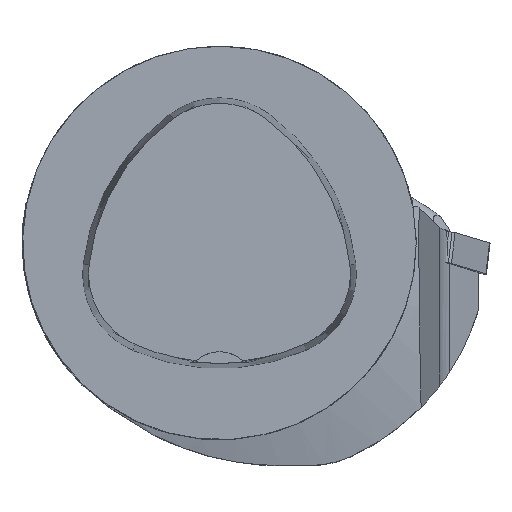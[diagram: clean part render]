
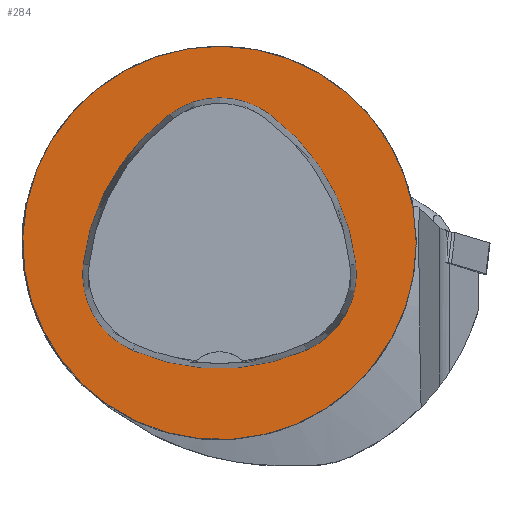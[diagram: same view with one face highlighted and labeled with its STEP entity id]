
A CAD part, top view. The second image highlights one B-rep face of the part: STEP entity #284.
In plain terms, the highlighted planar face has unit normal (0, 0, 1).
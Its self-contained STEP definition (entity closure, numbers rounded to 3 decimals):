
#284=ADVANCED_FACE('',(#703,#704),#361,.T.);
#361=PLANE('',#1926);
#703=FACE_BOUND('',#748,.T.);
#704=FACE_BOUND('',#749,.T.);
#748=EDGE_LOOP('',(#1020,#1021,#1022,#1023,#1024,#1025));
#749=EDGE_LOOP('',(#1026));
#1020=ORIENTED_EDGE('',*,*,#1603,.F.);
#1021=ORIENTED_EDGE('',*,*,#1598,.F.);
#1022=ORIENTED_EDGE('',*,*,#1593,.F.);
#1023=ORIENTED_EDGE('',*,*,#1590,.F.);
#1024=ORIENTED_EDGE('',*,*,#1587,.F.);
#1025=ORIENTED_EDGE('',*,*,#1583,.F.);
#1026=ORIENTED_EDGE('',*,*,#1574,.T.);
#1388=VERTEX_POINT('',#2869);
#1397=VERTEX_POINT('',#2888);
#1398=VERTEX_POINT('',#2889);
#1401=VERTEX_POINT('',#2897);
#1403=VERTEX_POINT('',#2903);
#1405=VERTEX_POINT('',#2909);
#1409=VERTEX_POINT('',#2922);
#1574=EDGE_CURVE('',#1388,#1388,#1725,.T.);
#1583=EDGE_CURVE('',#1397,#1398,#1726,.T.);
#1587=EDGE_CURVE('',#1398,#1401,#1728,.T.);
#1590=EDGE_CURVE('',#1401,#1403,#1730,.T.);
#1593=EDGE_CURVE('',#1403,#1405,#1732,.T.);
#1598=EDGE_CURVE('',#1405,#1409,#1735,.T.);
#1603=EDGE_CURVE('',#1409,#1397,#1738,.T.);
#1725=CIRCLE('',#1898,40.);
#1726=CIRCLE('',#1904,44.);
#1728=CIRCLE('',#1907,17.);
#1730=CIRCLE('',#1910,44.);
#1732=CIRCLE('',#1913,17.);
#1735=CIRCLE('',#1917,44.);
#1738=CIRCLE('',#1921,17.);
#1898=AXIS2_PLACEMENT_3D('',#2868,#2209,#2210);
#1904=AXIS2_PLACEMENT_3D('',#2887,#2225,#2226);
#1907=AXIS2_PLACEMENT_3D('',#2896,#2233,#2234);
#1910=AXIS2_PLACEMENT_3D('',#2902,#2240,#2241);
#1913=AXIS2_PLACEMENT_3D('',#2908,#2247,#2248);
#1917=AXIS2_PLACEMENT_3D('',#2921,#2256,#2257);
#1921=AXIS2_PLACEMENT_3D('',#2934,#2265,#2266);
#1926=AXIS2_PLACEMENT_3D('',#2939,#2275,#2276);
#2209=DIRECTION('',(0.,0.,1.));
#2210=DIRECTION('',(1.,0.,0.));
#2225=DIRECTION('',(0.,0.,1.));
#2226=DIRECTION('',(1.,0.,0.));
#2233=DIRECTION('',(0.,0.,1.));
#2234=DIRECTION('',(1.,0.,0.));
#2240=DIRECTION('',(0.,0.,1.));
#2241=DIRECTION('',(1.,0.,0.));
#2247=DIRECTION('',(0.,0.,1.));
#2248=DIRECTION('',(1.,0.,0.));
#2256=DIRECTION('',(0.,0.,1.));
#2257=DIRECTION('',(1.,0.,0.));
#2265=DIRECTION('',(0.,0.,1.));
#2266=DIRECTION('',(1.,0.,0.));
#2275=DIRECTION('',(0.,0.,1.));
#2276=DIRECTION('',(-1.,0.,0.));
#2868=CARTESIAN_POINT('',(0.,0.,0.));
#2869=CARTESIAN_POINT('',(40.,0.,0.));
#2887=CARTESIAN_POINT('',(-16.01,-9.224,0.));
#2888=CARTESIAN_POINT('',(27.722,-4.378,0.));
#2889=CARTESIAN_POINT('',(10.119,26.178,0.));
#2896=CARTESIAN_POINT('',(0.023,12.5,0.));
#2897=CARTESIAN_POINT('',(-10.049,26.194,0.));
#2902=CARTESIAN_POINT('',(16.021,-9.25,0.));
#2903=CARTESIAN_POINT('',(-27.71,-4.394,0.));
#2908=CARTESIAN_POINT('',(-10.814,-6.27,0.));
#2909=CARTESIAN_POINT('',(-17.611,-21.852,0.));
#2921=CARTESIAN_POINT('',(-0.017,18.477,0.));
#2922=CARTESIAN_POINT('',(17.652,-21.819,0.));
#2934=CARTESIAN_POINT('',(10.825,-6.25,0.));
#2939=CARTESIAN_POINT('',(0.,0.,0.));
